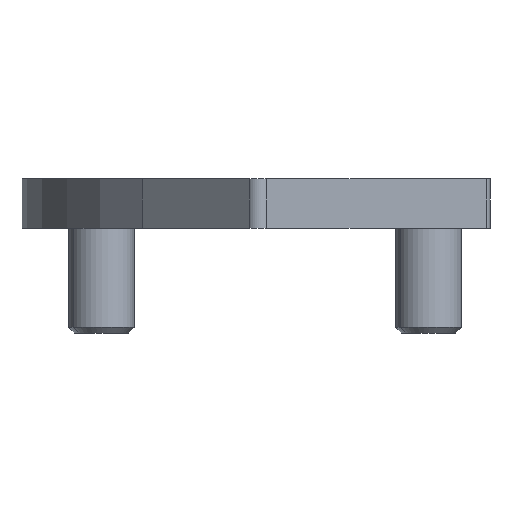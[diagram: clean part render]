
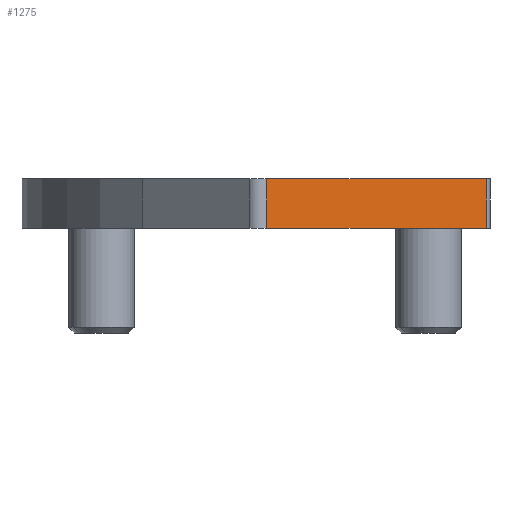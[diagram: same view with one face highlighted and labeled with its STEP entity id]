
A CAD part, left-side view. The second image highlights one B-rep face of the part: STEP entity #1275.
In plain terms, the highlighted planar face has unit normal (-0.707, -0.707, 0).
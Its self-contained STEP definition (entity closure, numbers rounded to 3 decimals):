
#31 = CARTESIAN_POINT ( 'NONE',  ( -21.653, 0.439, 0. ) ) ;
#54 = VERTEX_POINT ( 'NONE', #1348 ) ;
#165 = ORIENTED_EDGE ( 'NONE', *, *, #4123, .F. ) ;
#324 = CARTESIAN_POINT ( 'NONE',  ( -48.437, 27.224, 0. ) ) ;
#337 = EDGE_LOOP ( 'NONE', ( #4372, #2527, #165, #4111 ) ) ;
#651 = CARTESIAN_POINT ( 'NONE',  ( -48.437, 27.224, 0. ) ) ;
#713 = FACE_OUTER_BOUND ( 'NONE', #337, .T. ) ;
#1275 = ADVANCED_FACE ( 'NONE', ( #713 ), #3270, .F. ) ;
#1346 = DIRECTION ( 'NONE',  ( -0.707, 0.707, 0. ) ) ;
#1348 = CARTESIAN_POINT ( 'NONE',  ( -48.437, 27.224, -6. ) ) ;
#1377 = VECTOR ( 'NONE', #2165, 1000. ) ;
#1472 = VERTEX_POINT ( 'NONE', #31 ) ;
#1702 = CARTESIAN_POINT ( 'NONE',  ( -48.437, 27.224, 0. ) ) ;
#1867 = EDGE_CURVE ( 'NONE', #3859, #54, #4287, .T. ) ;
#2147 = CARTESIAN_POINT ( 'NONE',  ( -48.437, 27.224, -6. ) ) ;
#2165 = DIRECTION ( 'NONE',  ( 0.707, -0.707, 0. ) ) ;
#2234 = LINE ( 'NONE', #4442, #3720 ) ;
#2348 = VECTOR ( 'NONE', #3161, 1000. ) ;
#2368 = EDGE_CURVE ( 'NONE', #54, #3013, #2526, .T. ) ;
#2431 = CARTESIAN_POINT ( 'NONE',  ( -21.653, 0.439, 0. ) ) ;
#2526 = LINE ( 'NONE', #2147, #1377 ) ;
#2527 = ORIENTED_EDGE ( 'NONE', *, *, #4409, .F. ) ;
#2802 = VECTOR ( 'NONE', #4164, 1000. ) ;
#2985 = DIRECTION ( 'NONE',  ( 0.707, -0.707, 0. ) ) ;
#3013 = VERTEX_POINT ( 'NONE', #3707 ) ;
#3161 = DIRECTION ( 'NONE',  ( 0., 0., -1. ) ) ;
#3270 = PLANE ( 'NONE',  #3914 ) ;
#3707 = CARTESIAN_POINT ( 'NONE',  ( -21.653, 0.439, -6. ) ) ;
#3720 = VECTOR ( 'NONE', #2985, 1000. ) ;
#3859 = VERTEX_POINT ( 'NONE', #324 ) ;
#3914 = AXIS2_PLACEMENT_3D ( 'NONE', #1702, #4598, #1346 ) ;
#4111 = ORIENTED_EDGE ( 'NONE', *, *, #1867, .T. ) ;
#4123 = EDGE_CURVE ( 'NONE', #3859, #1472, #2234, .T. ) ;
#4164 = DIRECTION ( 'NONE',  ( 0., 0., -1. ) ) ;
#4287 = LINE ( 'NONE', #651, #2348 ) ;
#4372 = ORIENTED_EDGE ( 'NONE', *, *, #2368, .T. ) ;
#4409 = EDGE_CURVE ( 'NONE', #1472, #3013, #4532, .T. ) ;
#4442 = CARTESIAN_POINT ( 'NONE',  ( -48.437, 27.224, 0. ) ) ;
#4532 = LINE ( 'NONE', #2431, #2802 ) ;
#4598 = DIRECTION ( 'NONE',  ( 0.707, 0.707, 0. ) ) ;
